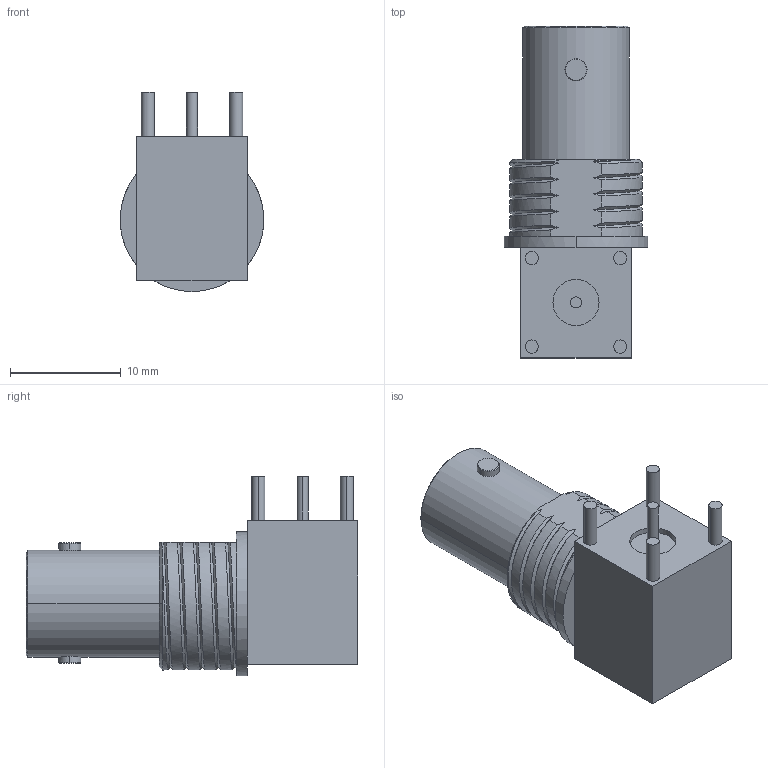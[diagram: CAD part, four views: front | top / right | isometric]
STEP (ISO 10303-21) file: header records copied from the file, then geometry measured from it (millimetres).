
FILE_DESCRIPTION (( 'STEP AP214' ), '1' );
FILE_NAME ('China BNC.STEP', '2020-09-10T16:33:28', ( 'Sitizen' ), ( '' ), 'SwSTEP 2.0', 'SolidWorks 2019', '' );
FILE_SCHEMA (( 'AUTOMOTIVE_DESIGN' ));
Length unit declared in the file: millimetre
Products named in the file (1): China BNC
Bounding box: 13 x 30 x 18 mm (x, y, z)
Volume: 2744.4 mm3; surface area: 2159.5 mm2
Topology: 5 solids, 5 shells, 111 faces, 238 edges, 150 vertices
Faces by surface type: cylinder 40, plane 36, cone 19, bspline 12, torus 4
Entity records: 7242 total; most frequent: CARTESIAN_POINT 4016, DIRECTION 500, ORIENTED_EDGE 476, EDGE_CURVE 238, AXIS2_PLACEMENT_3D 208, VERTEX_POINT 150, EDGE_LOOP 124, FACE_OUTER_BOUND 111
